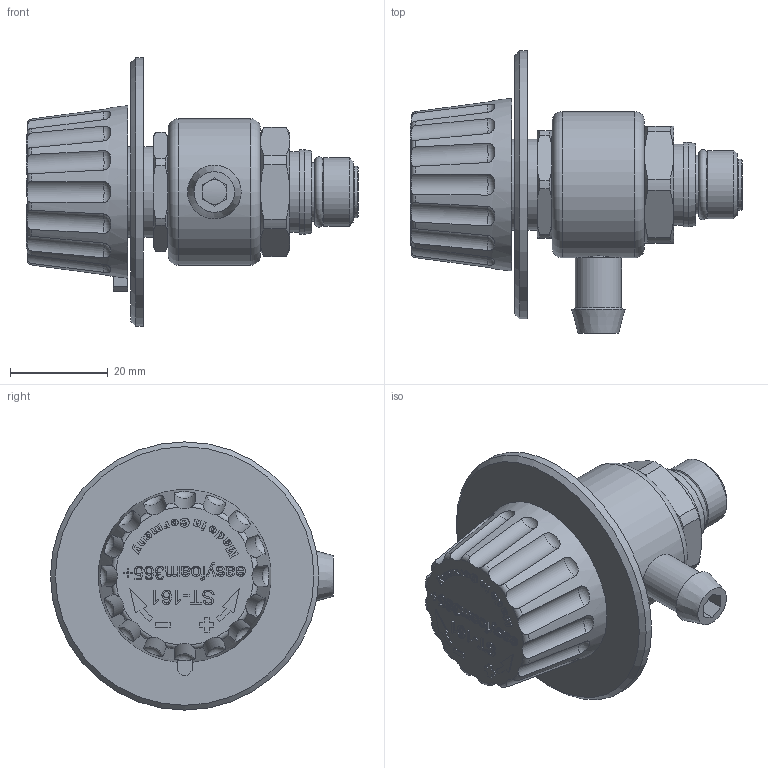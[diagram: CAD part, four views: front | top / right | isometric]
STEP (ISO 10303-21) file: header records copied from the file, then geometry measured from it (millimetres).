
FILE_DESCRIPTION(/* description */ ('Unknown'),/* implementation_level */ '2;1');
FILE_NAME(/* name */ '200161500',/* time_stamp */ '2020-09-30T11:03:53+02:00',/* author */ ('Unknown'),/* organization */ ('Unknown'),/* preprocessor_version */ 'ST-DEVELOPER v16.7',/* originating_system */ 'Solid Edge',/* authorisation */ 'Unknown');
FILE_SCHEMA (('AUTOMOTIVE_DESIGN {1 0 10303 214 3 1 1}'));
Length unit declared in the file: millimetre
Products named in the file (1): Part2
Bounding box: 68.06 x 58 x 55 mm (x, y, z)
Volume: 43200.4 mm3; surface area: 16388.4 mm2
Topology: 3 solids, 5 shells, 598 faces, 1559 edges, 1033 vertices
Faces by surface type: plane 304, bspline 160, cylinder 59, cone 39, torus 36
Full cylindrical faces by diameter (mm): 5 x1, 6.5 x1, 6.917 x1, 9.5 x1, 10.5 x1, 12 x1, 14 x1, 16.5 x2, 16.6 x1, 17.3 x1, 18.6 x1, 20 x3, 28.6 x1, 30 x1, 55 x1
Entity records: 23501 total; most frequent: CARTESIAN_POINT 9602, ORIENTED_EDGE 3014, DIRECTION 1947, EDGE_CURVE 1507, VERTEX_POINT 1022, EDGE_LOOP 705, FACE_BOUND 705, LINE 683
